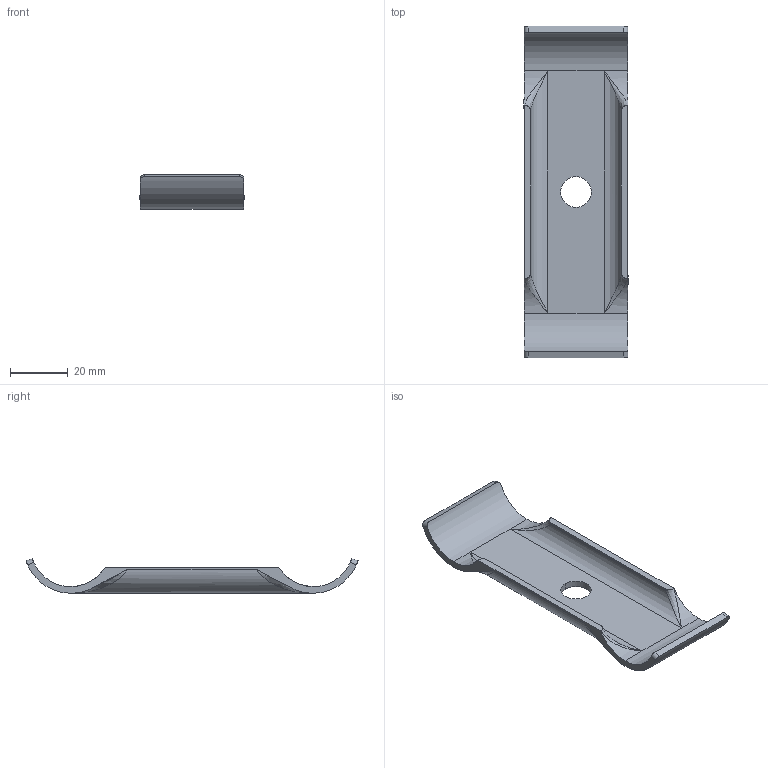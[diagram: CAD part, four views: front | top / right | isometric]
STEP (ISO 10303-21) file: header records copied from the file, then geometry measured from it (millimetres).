
FILE_DESCRIPTION (( 'STEP AP214' ), '1' );
FILE_NAME ('B329 Ñîåäèíèòåëü äëÿ òðóá Ô28, òèï A.STEP', '2023-11-15T08:56:14', ( '' ), ( '' ), 'SwSTEP 2.0', 'SolidWorks 2022', '' );
FILE_SCHEMA (( 'AUTOMOTIVE_DESIGN' ));
Length unit declared in the file: millimetre
Products named in the file (1): B329 Соединитель для труб Ф28, тип A
Bounding box: 36.06 x 115 x 11.97 mm (x, y, z)
Volume: 11054.4 mm3; surface area: 10378.6 mm2
Topology: 1 solids, 1 shells, 44 faces, 106 edges, 64 vertices
Faces by surface type: cylinder 22, plane 10, bspline 8, torus 4
Entity records: 2994 total; most frequent: CARTESIAN_POINT 1553, ORIENTED_EDGE 212, DIRECTION 160, EDGE_CURVE 106, VERTEX_POINT 64, AXIS2_PLACEMENT_3D 61, UNCERTAINTY_MEASURE_WITH_UNIT 47, STYLED_ITEM 46
